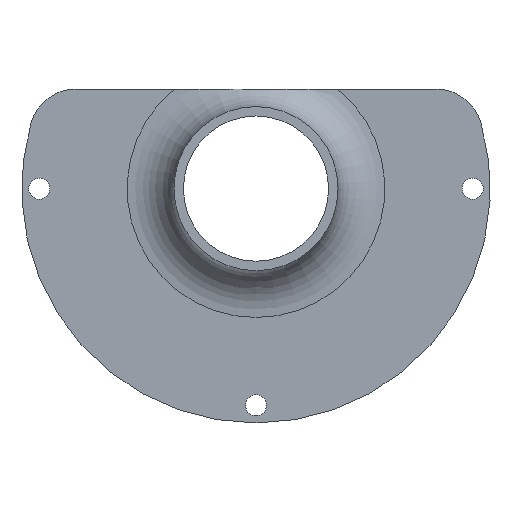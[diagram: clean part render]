
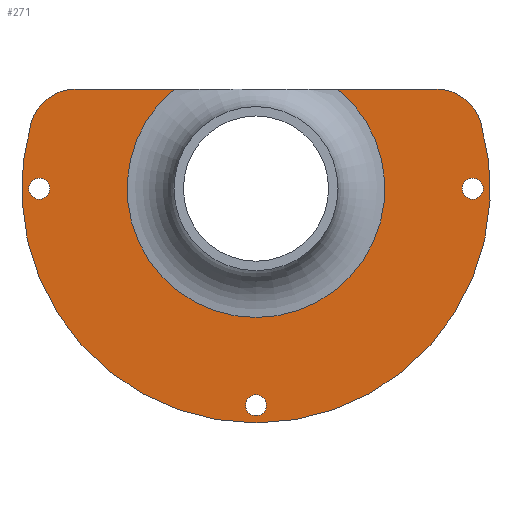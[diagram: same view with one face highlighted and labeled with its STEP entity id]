
A CAD part, front view. The second image highlights one B-rep face of the part: STEP entity #271.
In plain terms, the highlighted planar face has unit normal (0, -1, 0).
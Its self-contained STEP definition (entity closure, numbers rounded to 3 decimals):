
#29=FACE_BOUND('',#93,.T.);
#30=FACE_BOUND('',#94,.T.);
#31=FACE_BOUND('',#95,.T.);
#42=LINE('',#509,#54);
#43=LINE('',#510,#55);
#54=VECTOR('',#410,10.);
#55=VECTOR('',#411,10.);
#59=PLANE('',#323);
#73=FACE_OUTER_BOUND('',#92,.T.);
#92=EDGE_LOOP('',(#246,#247,#248,#249,#250,#251,#252));
#93=EDGE_LOOP('',(#253));
#94=EDGE_LOOP('',(#254));
#95=EDGE_LOOP('',(#255));
#108=CIRCLE('',#302,10.);
#109=CIRCLE('',#304,50.);
#110=CIRCLE('',#306,10.);
#111=CIRCLE('',#308,2.25);
#112=CIRCLE('',#310,2.25);
#113=CIRCLE('',#312,2.25);
#116=CIRCLE('',#316,27.5);
#117=CIRCLE('',#317,27.5);
#132=VERTEX_POINT('',#445);
#133=VERTEX_POINT('',#446);
#134=VERTEX_POINT('',#451);
#135=VERTEX_POINT('',#455);
#136=VERTEX_POINT('',#459);
#137=VERTEX_POINT('',#463);
#138=VERTEX_POINT('',#467);
#141=VERTEX_POINT('',#474);
#142=VERTEX_POINT('',#476);
#143=VERTEX_POINT('',#478);
#159=EDGE_CURVE('',#132,#133,#108,.T.);
#163=EDGE_CURVE('',#132,#134,#109,.T.);
#164=EDGE_CURVE('',#135,#134,#110,.T.);
#166=EDGE_CURVE('',#136,#136,#111,.T.);
#168=EDGE_CURVE('',#137,#137,#112,.T.);
#170=EDGE_CURVE('',#138,#138,#113,.T.);
#174=EDGE_CURVE('',#141,#142,#116,.T.);
#176=EDGE_CURVE('',#143,#141,#117,.T.);
#180=EDGE_CURVE('',#143,#133,#42,.T.);
#181=EDGE_CURVE('',#135,#142,#43,.T.);
#246=ORIENTED_EDGE('',*,*,#159,.F.);
#247=ORIENTED_EDGE('',*,*,#163,.T.);
#248=ORIENTED_EDGE('',*,*,#164,.F.);
#249=ORIENTED_EDGE('',*,*,#181,.T.);
#250=ORIENTED_EDGE('',*,*,#174,.F.);
#251=ORIENTED_EDGE('',*,*,#176,.F.);
#252=ORIENTED_EDGE('',*,*,#180,.T.);
#253=ORIENTED_EDGE('',*,*,#166,.T.);
#254=ORIENTED_EDGE('',*,*,#168,.T.);
#255=ORIENTED_EDGE('',*,*,#170,.T.);
#271=ADVANCED_FACE('',(#73,#29,#30,#31),#59,.T.);
#302=AXIS2_PLACEMENT_3D('',#447,#360,#361);
#304=AXIS2_PLACEMENT_3D('',#453,#367,#368);
#306=AXIS2_PLACEMENT_3D('',#456,#371,#372);
#308=AXIS2_PLACEMENT_3D('',#460,#376,#377);
#310=AXIS2_PLACEMENT_3D('',#464,#381,#382);
#312=AXIS2_PLACEMENT_3D('',#468,#386,#387);
#316=AXIS2_PLACEMENT_3D('',#477,#395,#396);
#317=AXIS2_PLACEMENT_3D('',#501,#397,#398);
#323=AXIS2_PLACEMENT_3D('',#511,#412,#413);
#360=DIRECTION('center_axis',(0.,1.,0.));
#361=DIRECTION('ref_axis',(-0.599,0.,0.8));
#367=DIRECTION('center_axis',(0.,-1.,0.));
#368=DIRECTION('ref_axis',(1.,0.,0.));
#371=DIRECTION('center_axis',(0.,1.,0.));
#372=DIRECTION('ref_axis',(0.599,0.,0.8));
#376=DIRECTION('center_axis',(0.,1.,0.));
#377=DIRECTION('ref_axis',(1.,0.,0.));
#381=DIRECTION('center_axis',(0.,1.,0.));
#382=DIRECTION('ref_axis',(1.,0.,0.));
#386=DIRECTION('center_axis',(0.,1.,0.));
#387=DIRECTION('ref_axis',(1.,0.,0.));
#395=DIRECTION('center_axis',(0.,-1.,0.));
#396=DIRECTION('ref_axis',(1.,0.,0.));
#397=DIRECTION('center_axis',(0.,-1.,0.));
#398=DIRECTION('ref_axis',(1.,0.,0.));
#410=DIRECTION('',(-1.,0.,0.));
#411=DIRECTION('',(-1.,0.,0.));
#412=DIRECTION('center_axis',(0.,-1.,0.));
#413=DIRECTION('ref_axis',(1.,0.,0.));
#445=CARTESIAN_POINT('',(-47.982,-3.,14.063));
#446=CARTESIAN_POINT('',(-38.385,-3.,21.25));
#447=CARTESIAN_POINT('Origin',(-38.385,-3.,11.25));
#451=CARTESIAN_POINT('',(47.982,-3.,14.063));
#453=CARTESIAN_POINT('Origin',(0.,-3.,0.));
#455=CARTESIAN_POINT('',(38.385,-3.,21.25));
#456=CARTESIAN_POINT('Origin',(38.385,-3.,11.25));
#459=CARTESIAN_POINT('',(-48.479,-3.,0.));
#460=CARTESIAN_POINT('Origin',(-46.229,-3.,0.));
#463=CARTESIAN_POINT('',(-2.25,-3.,-46.229));
#464=CARTESIAN_POINT('Origin',(0.,-3.,-46.229));
#467=CARTESIAN_POINT('',(43.979,-3.,0.));
#468=CARTESIAN_POINT('Origin',(46.229,-3.,0.));
#474=CARTESIAN_POINT('',(0.,-3.,-27.5));
#476=CARTESIAN_POINT('',(17.455,-3.,21.25));
#477=CARTESIAN_POINT('Origin',(0.,-3.,0.));
#478=CARTESIAN_POINT('',(-17.455,-3.,21.25));
#501=CARTESIAN_POINT('Origin',(0.,-3.,0.));
#509=CARTESIAN_POINT('',(-45.26,-3.,21.25));
#510=CARTESIAN_POINT('',(-45.26,-3.,21.25));
#511=CARTESIAN_POINT('Origin',(0.,-3.,-14.375));
